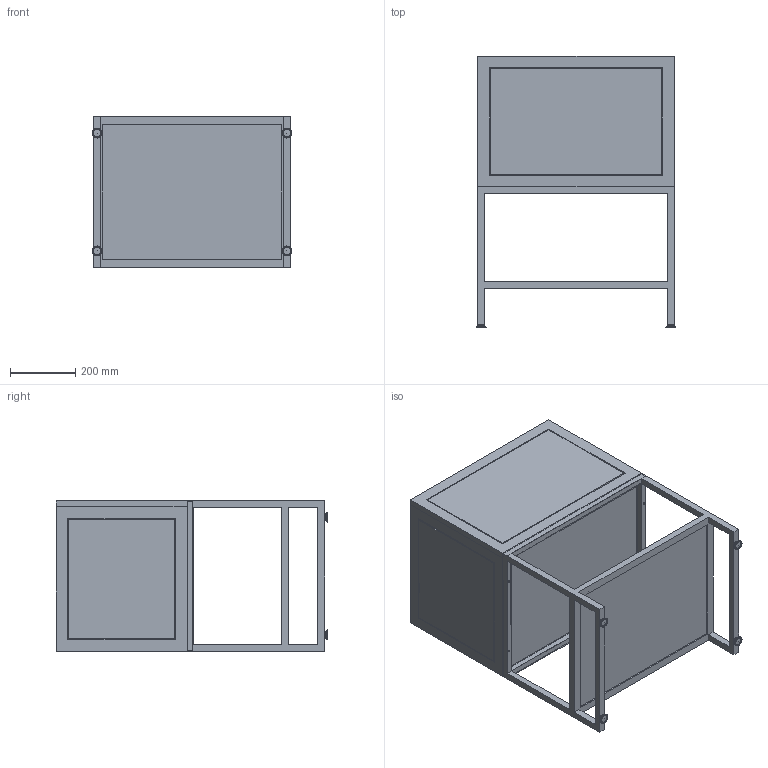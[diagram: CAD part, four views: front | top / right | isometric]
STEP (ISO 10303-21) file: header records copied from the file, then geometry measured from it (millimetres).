
FILE_DESCRIPTION (( 'STEP AP214' ), '1' );
FILE_NAME ('KI060F_STEP_V10722.STEP', '2022-07-25T14:16:57', ( '' ), ( '' ), 'SwSTEP 2.0', 'SolidWorks 2019', '' );
FILE_SCHEMA (( 'AUTOMOTIVE_DESIGN' ));
Length unit declared in the file: millimetre
Products named in the file (6): Metal Frame legs C3_v10621_60; KI060F_STEP_V10722; Carcass C3_v10621_60; Drawer Front C4_v10621_Bottom Drawer 60; shelf C3_v10621_60; Foot_v10722
Assembly tree (8 placements, depth 2):
  KI060F_STEP_V10722
    Carcass C3_v10621_60
    Metal Frame legs C3_v10621_60
    shelf C3_v10621_60
    Drawer Front C4_v10621_Bottom Drawer 60
    Foot_v10722  x4
Bounding box: 610 x 830 x 460 mm (x, y, z)
Volume: 26647873.2 mm3; surface area: 4095102.8 mm2
Topology: 20 solids, 20 shells, 409 faces, 988 edges, 640 vertices
Faces by surface type: plane 200, cylinder 145, torus 24, bspline 20, cone 16, sphere 4
Entity records: 9884 total; most frequent: CARTESIAN_POINT 3554, ORIENTED_EDGE 1232, DIRECTION 1195, EDGE_CURVE 616, VECTOR 457, LINE 457, VERTEX_POINT 398, AXIS2_PLACEMENT_3D 369
